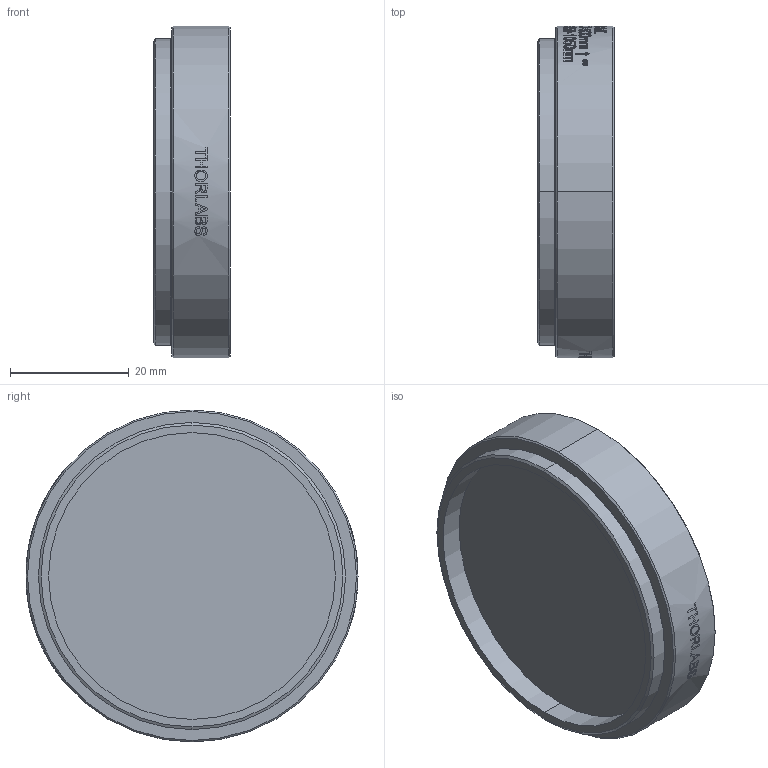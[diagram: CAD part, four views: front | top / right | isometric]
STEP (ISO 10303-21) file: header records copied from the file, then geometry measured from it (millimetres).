
FILE_DESCRIPTION (( 'STEP AP203' ), '1' );
FILE_NAME ('TTN039564-E0W.STEP', '2015-11-13T20:51:15', ( 'admin' ), ( '' ), 'SwSTEP 2.0', 'SolidWorks 2014', '' );
FILE_SCHEMA (( 'CONFIG_CONTROL_DESIGN' ));
Length unit declared in the file: inch
Products named in the file (1): TTN039564-E0W
Bounding box: 12.95 x 55.88 x 55.88 mm (x, y, z)
Volume: 12470.6 mm3; surface area: 11353 mm2
Topology: 3 solids, 3 shells, 147 faces, 848 edges, 803 vertices
Faces by surface type: cylinder 111, cone 18, plane 16, sphere 2
Entity records: 16454 total; most frequent: CARTESIAN_POINT 9868, ORIENTED_EDGE 1696, DIRECTION 951, EDGE_CURVE 848, VERTEX_POINT 803, B_SPLINE_CURVE_WITH_KNOTS 431, AXIS2_PLACEMENT_3D 386, EDGE_LOOP 247
